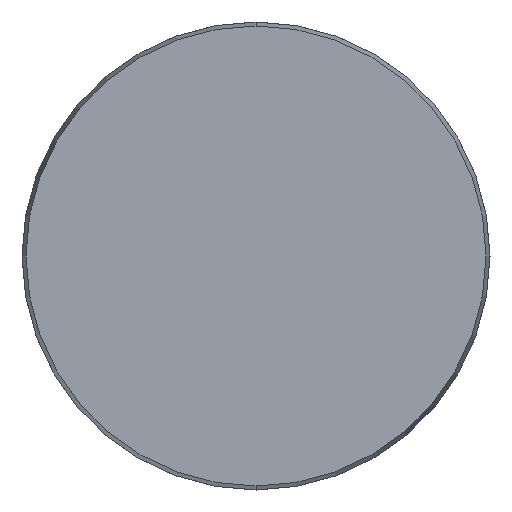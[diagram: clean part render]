
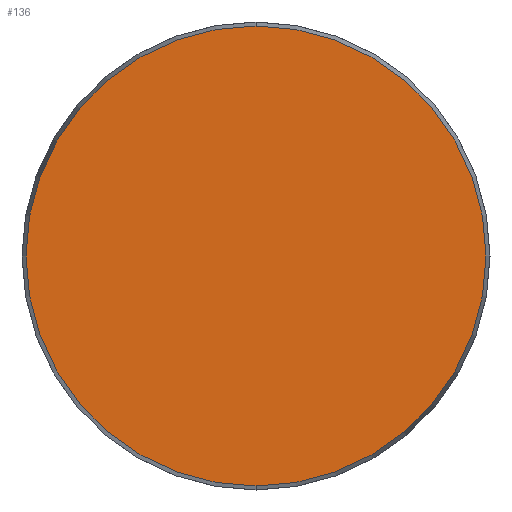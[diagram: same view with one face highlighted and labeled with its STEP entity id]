
A CAD part, front view. The second image highlights one B-rep face of the part: STEP entity #136.
In plain terms, the highlighted planar face has unit normal (0, -1, 0).
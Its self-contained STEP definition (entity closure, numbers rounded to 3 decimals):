
#50 = FACE_OUTER_BOUND ( 'NONE', #151, .T. ) ;
#57 = AXIS2_PLACEMENT_3D ( 'NONE', #447, #774, #131 ) ;
#119 = DIRECTION ( 'NONE',  ( 0., 1., 0. ) ) ;
#129 = ORIENTED_EDGE ( 'NONE', *, *, #252, .T. ) ;
#131 = DIRECTION ( 'NONE',  ( 0., 0., -1. ) ) ;
#136 = ADVANCED_FACE ( 'NONE', ( #50 ), #324, .F. ) ;
#146 = CARTESIAN_POINT ( 'NONE',  ( 0., 0., 49.143 ) ) ;
#151 = EDGE_LOOP ( 'NONE', ( #129, #588 ) ) ;
#175 = CARTESIAN_POINT ( 'NONE',  ( -49.143, 0., 0. ) ) ;
#209 = DIRECTION ( 'NONE',  ( 0., 0., -1. ) ) ;
#252 = EDGE_CURVE ( 'NONE', #830, #426, #766, .T. ) ;
#324 = PLANE ( 'NONE',  #399 ) ;
#347 = CARTESIAN_POINT ( 'NONE',  ( 0., 0., -49.143 ) ) ;
#399 = AXIS2_PLACEMENT_3D ( 'NONE', #175, #119, #764 ) ;
#420 = AXIS2_PLACEMENT_3D ( 'NONE', #595, #536, #209 ) ;
#426 = VERTEX_POINT ( 'NONE', #347 ) ;
#447 = CARTESIAN_POINT ( 'NONE',  ( 0., 0., 0. ) ) ;
#536 = DIRECTION ( 'NONE',  ( 0., -1., 0. ) ) ;
#588 = ORIENTED_EDGE ( 'NONE', *, *, #818, .T. ) ;
#595 = CARTESIAN_POINT ( 'NONE',  ( 0., 0., 0. ) ) ;
#764 = DIRECTION ( 'NONE',  ( 0., 0., 1. ) ) ;
#766 = CIRCLE ( 'NONE', #57, 49.143 ) ;
#771 = CIRCLE ( 'NONE', #420, 49.143 ) ;
#774 = DIRECTION ( 'NONE',  ( 0., -1., 0. ) ) ;
#818 = EDGE_CURVE ( 'NONE', #426, #830, #771, .T. ) ;
#830 = VERTEX_POINT ( 'NONE', #146 ) ;
